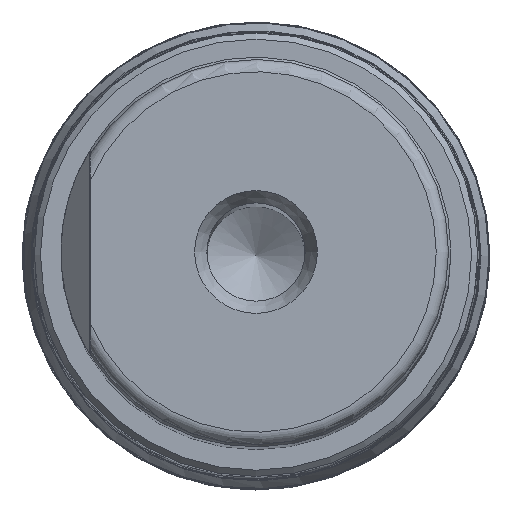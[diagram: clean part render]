
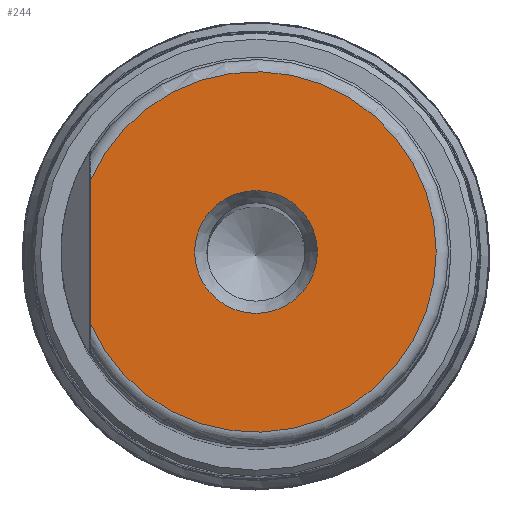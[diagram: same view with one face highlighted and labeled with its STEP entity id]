
A CAD part, top view. The second image highlights one B-rep face of the part: STEP entity #244.
In plain terms, the highlighted planar face has unit normal (0, 0, 1).
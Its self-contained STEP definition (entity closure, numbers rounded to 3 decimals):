
#199=PLANE('',#1072);
#244=ADVANCED_FACE('',(#374,#375),#199,.F.);
#306=LINE('',#2190,#325);
#325=VECTOR('',#1198,1.);
#374=FACE_BOUND('',#488,.T.);
#375=FACE_BOUND('',#489,.T.);
#488=EDGE_LOOP('',(#631,#632));
#489=EDGE_LOOP('',(#633));
#631=ORIENTED_EDGE('',*,*,#840,.T.);
#632=ORIENTED_EDGE('',*,*,#857,.T.);
#633=ORIENTED_EDGE('',*,*,#856,.T.);
#763=VERTEX_POINT('',#1806);
#764=VERTEX_POINT('',#1807);
#779=VERTEX_POINT('',#2188);
#840=EDGE_CURVE('',#763,#764,#907,.T.);
#856=EDGE_CURVE('',#779,#779,#917,.T.);
#857=EDGE_CURVE('',#764,#763,#306,.T.);
#907=CIRCLE('',#1048,14.675);
#917=CIRCLE('',#1070,5.);
#1048=AXIS2_PLACEMENT_3D('',#1805,#1150,#1151);
#1070=AXIS2_PLACEMENT_3D('',#2187,#1194,#1195);
#1072=AXIS2_PLACEMENT_3D('',#2191,#1199,#1200);
#1150=DIRECTION('',(0.,0.,1.));
#1151=DIRECTION('',(-1.,0.,0.));
#1194=DIRECTION('',(0.,0.,-1.));
#1195=DIRECTION('',(-1.,0.,0.));
#1198=DIRECTION('',(0.,-1.,0.));
#1199=DIRECTION('',(0.,0.,-1.));
#1200=DIRECTION('',(-1.,0.,0.));
#1805=CARTESIAN_POINT('',(0.,0.,190.5));
#1806=CARTESIAN_POINT('',(-13.487,-5.783,190.5));
#1807=CARTESIAN_POINT('',(-13.487,5.783,190.5));
#2187=CARTESIAN_POINT('',(0.,0.,190.5));
#2188=CARTESIAN_POINT('',(-5.,0.,190.5));
#2190=CARTESIAN_POINT('',(-13.487,17.5,190.5));
#2191=CARTESIAN_POINT('',(0.,-15.875,190.5));
